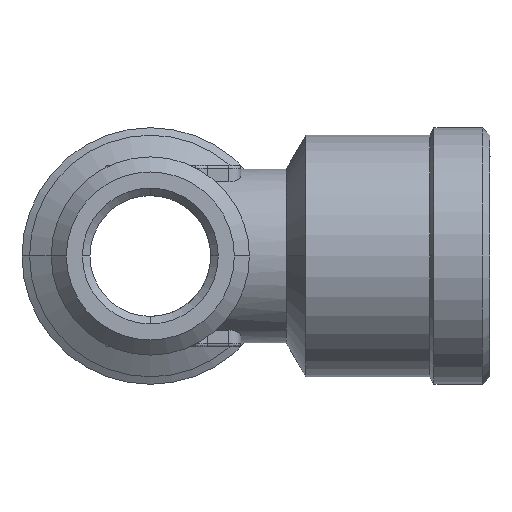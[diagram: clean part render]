
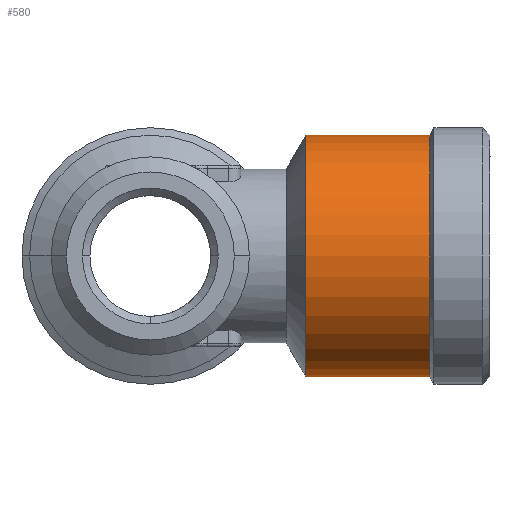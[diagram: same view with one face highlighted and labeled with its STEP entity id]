
A CAD part, left-side view. The second image highlights one B-rep face of the part: STEP entity #580.
In plain terms, the highlighted cylindrical face has radius 8 mm (diameter 16 mm), a partial arc.
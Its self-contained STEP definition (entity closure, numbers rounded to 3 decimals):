
#580=ADVANCED_FACE('NONE',(#1412),#1413,.T.);
#1412=FACE_OUTER_BOUND('',#2974,.T.);
#1413=CYLINDRICAL_SURFACE('',#2975,8.);
#2974=EDGE_LOOP('',(#5562,#5563,#5564,#5565,#5566,#5567));
#2975=AXIS2_PLACEMENT_3D('',#5568,#5569,#5570);
#5562=ORIENTED_EDGE('',*,*,#8182,.F.);
#5563=ORIENTED_EDGE('',*,*,#8183,.T.);
#5564=ORIENTED_EDGE('',*,*,#7919,.T.);
#5565=ORIENTED_EDGE('',*,*,#8184,.T.);
#5566=ORIENTED_EDGE('',*,*,#8185,.F.);
#5567=ORIENTED_EDGE('',*,*,#8186,.F.);
#5568=CARTESIAN_POINT('',(0.,-14.4,0.0));
#5569=DIRECTION('',(0.0,-1.0,0.0));
#5570=DIRECTION('',(0.0,0.0,1.0));
#7919=EDGE_CURVE('NONE',#9440,#9441,#9442,.T.);
#8182=EDGE_CURVE('NONE',#9878,#9879,#9880,.T.);
#8183=EDGE_CURVE('NONE',#9878,#9440,#9881,.T.);
#8184=EDGE_CURVE('NONE',#9441,#9882,#9883,.T.);
#8185=EDGE_CURVE('NONE',#9884,#9882,#9885,.T.);
#8186=EDGE_CURVE('NONE',#9879,#9884,#9886,.T.);
#9440=VERTEX_POINT('NONE',#11857);
#9441=VERTEX_POINT('NONE',#11858);
#9442=CIRCLE('',#11859,8.);
#9878=VERTEX_POINT('NONE',#12832);
#9879=VERTEX_POINT('NONE',#12833);
#9880=LINE('',#12834,#12835);
#9881=CIRCLE('',#12836,8.);
#9882=VERTEX_POINT('NONE',#12837);
#9883=LINE('',#12838,#12839);
#9884=VERTEX_POINT('NONE',#12840);
#9885=CIRCLE('',#12841,8.);
#9886=CIRCLE('',#12842,8.);
#11857=CARTESIAN_POINT('',(-8.,-18.5,0.));
#11858=CARTESIAN_POINT('',(0.,-18.5,8.));
#11859=AXIS2_PLACEMENT_3D('',#15652,#15653,#15654);
#12832=CARTESIAN_POINT('',(0.,-18.5,-8.));
#12833=CARTESIAN_POINT('',(0.,-10.299,-8.));
#12834=CARTESIAN_POINT('',(0.,-14.4,-8.));
#12835=VECTOR('',#15843,1000.0);
#12836=AXIS2_PLACEMENT_3D('',#15844,#15845,#15846);
#12837=CARTESIAN_POINT('',(0.,-10.299,8.));
#12838=CARTESIAN_POINT('',(0.,-14.4,8.));
#12839=VECTOR('',#15847,1000.0);
#12840=CARTESIAN_POINT('',(-8.,-10.299,0.));
#12841=AXIS2_PLACEMENT_3D('',#15848,#15849,#15850);
#12842=AXIS2_PLACEMENT_3D('',#15851,#15852,#15853);
#15652=CARTESIAN_POINT('',(0.,-18.5,0.0));
#15653=DIRECTION('',(0.0,1.0,0.0));
#15654=DIRECTION('',(0.0,0.0,1.0));
#15843=DIRECTION('',(0.0,1.0,0.0));
#15844=CARTESIAN_POINT('',(0.,-18.5,0.0));
#15845=DIRECTION('',(0.0,1.0,0.0));
#15846=DIRECTION('',(0.0,0.0,1.0));
#15847=DIRECTION('',(0.0,1.0,0.0));
#15848=CARTESIAN_POINT('',(0.,-10.299,0.0));
#15849=DIRECTION('',(0.,1.0,0.));
#15850=DIRECTION('',(0.,0.,1.0));
#15851=CARTESIAN_POINT('',(0.,-10.299,0.0));
#15852=DIRECTION('',(0.,1.0,0.));
#15853=DIRECTION('',(0.,0.,1.0));
